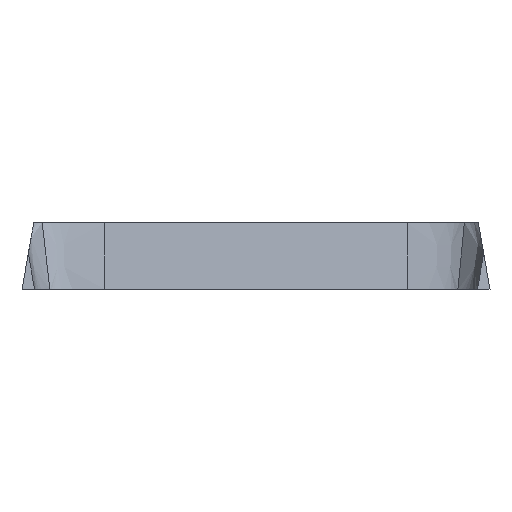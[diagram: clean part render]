
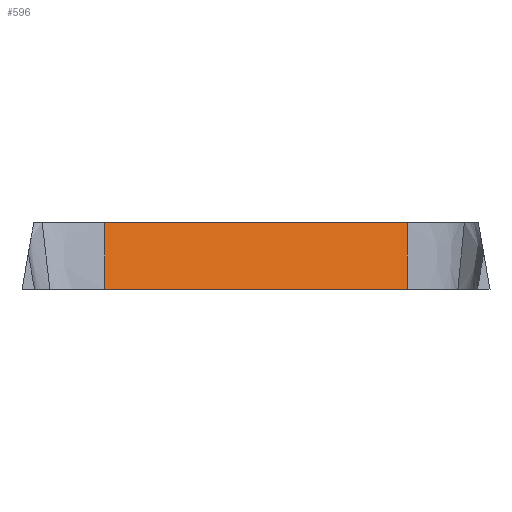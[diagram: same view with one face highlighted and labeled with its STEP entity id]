
A CAD part, left-side view. The second image highlights one B-rep face of the part: STEP entity #596.
In plain terms, the highlighted planar face has unit normal (-0.985, 0, 0.174).
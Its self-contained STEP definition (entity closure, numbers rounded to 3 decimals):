
#95=FACE_OUTER_BOUND('',#126,.T.);
#126=EDGE_LOOP('',(#474,#475,#476,#477));
#168=LINE('',#1367,#214);
#169=LINE('',#1370,#215);
#170=LINE('',#1372,#216);
#171=LINE('',#1373,#217);
#214=VECTOR('',#691,10.);
#215=VECTOR('',#694,10.);
#216=VECTOR('',#695,10.);
#217=VECTOR('',#696,10.);
#278=VERTEX_POINT('',#1352);
#279=VERTEX_POINT('',#1356);
#280=VERTEX_POINT('',#1369);
#281=VERTEX_POINT('',#1371);
#357=EDGE_CURVE('',#278,#279,#168,.T.);
#358=EDGE_CURVE('',#278,#280,#169,.T.);
#359=EDGE_CURVE('',#281,#279,#170,.F.);
#360=EDGE_CURVE('',#280,#281,#171,.T.);
#474=ORIENTED_EDGE('',*,*,#358,.F.);
#475=ORIENTED_EDGE('',*,*,#357,.T.);
#476=ORIENTED_EDGE('',*,*,#359,.F.);
#477=ORIENTED_EDGE('',*,*,#360,.F.);
#568=PLANE('',#635);
#596=ADVANCED_FACE('',(#95),#568,.T.);
#635=AXIS2_PLACEMENT_3D('',#1368,#692,#693);
#691=DIRECTION('',(0.174,0.,0.985));
#692=DIRECTION('center_axis',(-0.985,0.,0.174));
#693=DIRECTION('ref_axis',(0.,-1.,0.));
#694=DIRECTION('',(0.,1.,0.));
#695=DIRECTION('',(0.,1.,0.));
#696=DIRECTION('',(0.174,0.,0.985));
#1352=CARTESIAN_POINT('',(8.685,-25.595,0.));
#1356=CARTESIAN_POINT('',(9.567,-25.595,5.));
#1367=CARTESIAN_POINT('',(8.685,-25.595,0.));
#1368=CARTESIAN_POINT('Origin',(8.685,-3.006,0.));
#1369=CARTESIAN_POINT('',(8.685,-3.006,0.));
#1370=CARTESIAN_POINT('',(8.685,-25.595,0.));
#1371=CARTESIAN_POINT('',(9.567,-3.006,5.));
#1372=CARTESIAN_POINT('',(9.567,-10.289,5.));
#1373=CARTESIAN_POINT('',(8.685,-3.006,0.));
